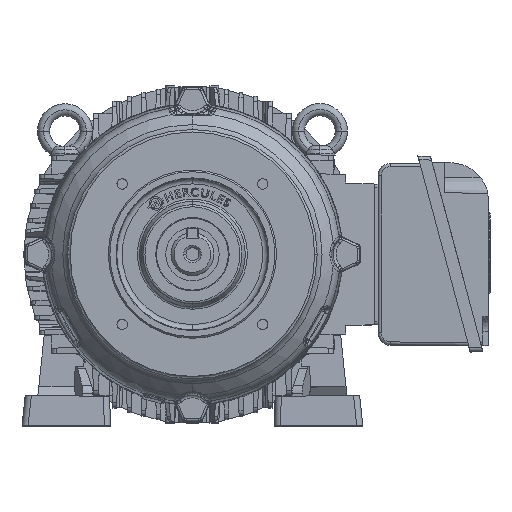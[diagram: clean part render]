
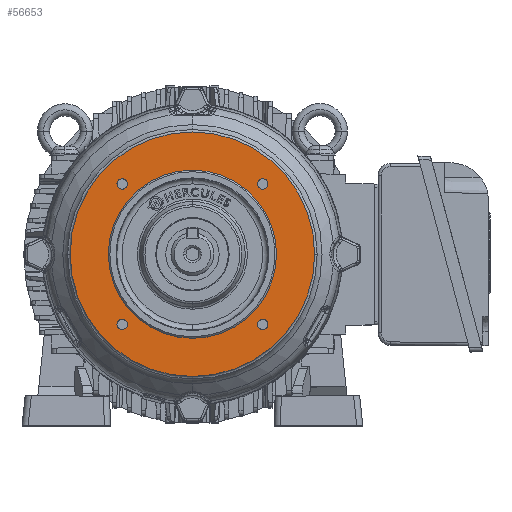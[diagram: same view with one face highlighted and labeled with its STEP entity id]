
A CAD part, top view. The second image highlights one B-rep face of the part: STEP entity #56653.
In plain terms, the highlighted planar face has unit normal (0, 0, 1).
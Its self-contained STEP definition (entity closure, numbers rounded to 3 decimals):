
#581 = AXIS2_PLACEMENT_3D ( 'NONE', #35662, #24845, #14720 ) ;
#765 = DIRECTION ( 'NONE',  ( 0., 0., 1. ) ) ;
#1339 = CARTESIAN_POINT ( 'NONE',  ( 45.962, -45.962, 76. ) ) ;
#1661 = CARTESIAN_POINT ( 'NONE',  ( -49.362, 45.962, 76. ) ) ;
#3566 = CARTESIAN_POINT ( 'NONE',  ( -49.362, -45.962, 76. ) ) ;
#3628 = CIRCLE ( 'NONE', #37135, 55. ) ;
#3862 = CARTESIAN_POINT ( 'NONE',  ( 42.562, 45.962, 76. ) ) ;
#3907 = DIRECTION ( 'NONE',  ( 0., 0., 1. ) ) ;
#5505 = EDGE_LOOP ( 'NONE', ( #43265, #45342 ) ) ;
#5609 = DIRECTION ( 'NONE',  ( 1., 0., 0. ) ) ;
#5995 = CARTESIAN_POINT ( 'NONE',  ( -45.962, -45.962, 76. ) ) ;
#8246 = FACE_BOUND ( 'NONE', #34048, .T. ) ;
#8338 = CARTESIAN_POINT ( 'NONE',  ( -42.562, -45.962, 76. ) ) ;
#8369 = DIRECTION ( 'NONE',  ( 1., 0., 0. ) ) ;
#9099 = AXIS2_PLACEMENT_3D ( 'NONE', #5995, #16506, #47948 ) ;
#9282 = CIRCLE ( 'NONE', #23813, 55. ) ;
#10202 = EDGE_CURVE ( 'NONE', #61732, #43458, #3628, .T. ) ;
#10936 = DIRECTION ( 'NONE',  ( 1., 0., 0. ) ) ;
#11225 = DIRECTION ( 'NONE',  ( 0., 0., 1. ) ) ;
#11938 = ORIENTED_EDGE ( 'NONE', *, *, #66822, .F. ) ;
#12933 = EDGE_CURVE ( 'NONE', #25825, #58898, #50590, .T. ) ;
#13309 = EDGE_CURVE ( 'NONE', #43458, #61732, #9282, .T. ) ;
#13983 = CARTESIAN_POINT ( 'NONE',  ( 42.562, -45.962, 76. ) ) ;
#14198 = CARTESIAN_POINT ( 'NONE',  ( -55., 0., 76. ) ) ;
#14241 = EDGE_CURVE ( 'NONE', #53316, #61808, #37930, .T. ) ;
#14437 = CARTESIAN_POINT ( 'NONE',  ( 0., 0., 76. ) ) ;
#14720 = DIRECTION ( 'NONE',  ( 1., 0., 0. ) ) ;
#15245 = DIRECTION ( 'NONE',  ( 1., 0., 0. ) ) ;
#15902 = CIRCLE ( 'NONE', #60529, 80. ) ;
#16291 = CARTESIAN_POINT ( 'NONE',  ( 55., 0., 76. ) ) ;
#16506 = DIRECTION ( 'NONE',  ( 0., 0., 1. ) ) ;
#17761 = ORIENTED_EDGE ( 'NONE', *, *, #22904, .F. ) ;
#18394 = FACE_BOUND ( 'NONE', #28166, .T. ) ;
#19826 = EDGE_LOOP ( 'NONE', ( #60727, #47288 ) ) ;
#20389 = AXIS2_PLACEMENT_3D ( 'NONE', #1339, #61086, #45035 ) ;
#20497 = VERTEX_POINT ( 'NONE', #37977 ) ;
#21064 = CARTESIAN_POINT ( 'NONE',  ( 45.962, 45.962, 76. ) ) ;
#21231 = DIRECTION ( 'NONE',  ( 1., 0., 0. ) ) ;
#21861 = EDGE_LOOP ( 'NONE', ( #64817, #29861 ) ) ;
#22904 = EDGE_CURVE ( 'NONE', #58898, #25825, #52759, .T. ) ;
#23531 = DIRECTION ( 'NONE',  ( 1., 0., 0. ) ) ;
#23813 = AXIS2_PLACEMENT_3D ( 'NONE', #33261, #765, #28342 ) ;
#24332 = PLANE ( 'NONE',  #26280 ) ;
#24845 = DIRECTION ( 'NONE',  ( 0., 0., 1. ) ) ;
#25032 = CIRCLE ( 'NONE', #32825, 3.4 ) ;
#25825 = VERTEX_POINT ( 'NONE', #66477 ) ;
#26280 = AXIS2_PLACEMENT_3D ( 'NONE', #40401, #44955, #61694 ) ;
#27114 = DIRECTION ( 'NONE',  ( 1., 0., 0. ) ) ;
#28166 = EDGE_LOOP ( 'NONE', ( #49069, #45914 ) ) ;
#28342 = DIRECTION ( 'NONE',  ( 1., 0., 0. ) ) ;
#29556 = FACE_OUTER_BOUND ( 'NONE', #21861, .T. ) ;
#29861 = ORIENTED_EDGE ( 'NONE', *, *, #64499, .T. ) ;
#30024 = CARTESIAN_POINT ( 'NONE',  ( -45.962, 45.962, 76. ) ) ;
#30160 = CARTESIAN_POINT ( 'NONE',  ( 80., 0., 76. ) ) ;
#30369 = DIRECTION ( 'NONE',  ( 0., 0., 1. ) ) ;
#32360 = CARTESIAN_POINT ( 'NONE',  ( 0., 0., 76. ) ) ;
#32825 = AXIS2_PLACEMENT_3D ( 'NONE', #30024, #30369, #8369 ) ;
#33261 = CARTESIAN_POINT ( 'NONE',  ( 0., 0., 76. ) ) ;
#34048 = EDGE_LOOP ( 'NONE', ( #46289, #11938 ) ) ;
#34727 = CIRCLE ( 'NONE', #9099, 3.4 ) ;
#35662 = CARTESIAN_POINT ( 'NONE',  ( -45.962, -45.962, 76. ) ) ;
#37135 = AXIS2_PLACEMENT_3D ( 'NONE', #51923, #57157, #15245 ) ;
#37508 = CARTESIAN_POINT ( 'NONE',  ( -42.562, 45.962, 76. ) ) ;
#37930 = CIRCLE ( 'NONE', #49094, 3.4 ) ;
#37977 = CARTESIAN_POINT ( 'NONE',  ( -80., 0., 76. ) ) ;
#38560 = CIRCLE ( 'NONE', #581, 3.4 ) ;
#39365 = FACE_BOUND ( 'NONE', #19826, .T. ) ;
#40401 = CARTESIAN_POINT ( 'NONE',  ( 0., 0., 76. ) ) ;
#40853 = EDGE_CURVE ( 'NONE', #69131, #44494, #38560, .T. ) ;
#42542 = CARTESIAN_POINT ( 'NONE',  ( 45.962, 45.962, 76. ) ) ;
#42590 = ORIENTED_EDGE ( 'NONE', *, *, #12933, .F. ) ;
#43265 = ORIENTED_EDGE ( 'NONE', *, *, #65527, .F. ) ;
#43458 = VERTEX_POINT ( 'NONE', #16291 ) ;
#43935 = DIRECTION ( 'NONE',  ( 0., 0., 1. ) ) ;
#44494 = VERTEX_POINT ( 'NONE', #8338 ) ;
#44513 = CARTESIAN_POINT ( 'NONE',  ( 45.962, -45.962, 76. ) ) ;
#44938 = VERTEX_POINT ( 'NONE', #30160 ) ;
#44955 = DIRECTION ( 'NONE',  ( 0., 0., -1. ) ) ;
#44975 = AXIS2_PLACEMENT_3D ( 'NONE', #58056, #11225, #5609 ) ;
#45035 = DIRECTION ( 'NONE',  ( 1., 0., 0. ) ) ;
#45342 = ORIENTED_EDGE ( 'NONE', *, *, #40853, .F. ) ;
#45914 = ORIENTED_EDGE ( 'NONE', *, *, #14241, .F. ) ;
#46289 = ORIENTED_EDGE ( 'NONE', *, *, #54760, .F. ) ;
#46321 = CARTESIAN_POINT ( 'NONE',  ( 49.362, 45.962, 76. ) ) ;
#47288 = ORIENTED_EDGE ( 'NONE', *, *, #10202, .F. ) ;
#47550 = EDGE_CURVE ( 'NONE', #61808, #53316, #49121, .T. ) ;
#47630 = DIRECTION ( 'NONE',  ( 0., 0., 1. ) ) ;
#47948 = DIRECTION ( 'NONE',  ( 1., 0., 0. ) ) ;
#49069 = ORIENTED_EDGE ( 'NONE', *, *, #47550, .F. ) ;
#49094 = AXIS2_PLACEMENT_3D ( 'NONE', #21064, #47630, #10936 ) ;
#49121 = CIRCLE ( 'NONE', #66971, 3.4 ) ;
#50590 = CIRCLE ( 'NONE', #57270, 3.4 ) ;
#50636 = VERTEX_POINT ( 'NONE', #1661 ) ;
#51923 = CARTESIAN_POINT ( 'NONE',  ( 0., 0., 76. ) ) ;
#51971 = CIRCLE ( 'NONE', #58653, 80. ) ;
#52759 = CIRCLE ( 'NONE', #20389, 3.4 ) ;
#53316 = VERTEX_POINT ( 'NONE', #3862 ) ;
#54255 = VERTEX_POINT ( 'NONE', #37508 ) ;
#54760 = EDGE_CURVE ( 'NONE', #54255, #50636, #25032, .T. ) ;
#54992 = DIRECTION ( 'NONE',  ( 0., 0., 1. ) ) ;
#56117 = FACE_BOUND ( 'NONE', #5505, .T. ) ;
#56440 = EDGE_CURVE ( 'NONE', #44938, #20497, #51971, .T. ) ;
#56653 = ADVANCED_FACE ( 'NONE', ( #39365, #66926, #56117, #8246, #18394, #29556 ), #24332, .F. ) ;
#57157 = DIRECTION ( 'NONE',  ( 0., 0., 1. ) ) ;
#57270 = AXIS2_PLACEMENT_3D ( 'NONE', #44513, #54992, #23531 ) ;
#58056 = CARTESIAN_POINT ( 'NONE',  ( -45.962, 45.962, 76. ) ) ;
#58653 = AXIS2_PLACEMENT_3D ( 'NONE', #32360, #65523, #27114 ) ;
#58898 = VERTEX_POINT ( 'NONE', #13983 ) ;
#59992 = EDGE_LOOP ( 'NONE', ( #42590, #17761 ) ) ;
#60529 = AXIS2_PLACEMENT_3D ( 'NONE', #14437, #3907, #67859 ) ;
#60727 = ORIENTED_EDGE ( 'NONE', *, *, #13309, .F. ) ;
#61086 = DIRECTION ( 'NONE',  ( 0., 0., 1. ) ) ;
#61694 = DIRECTION ( 'NONE',  ( -1., 0., 0. ) ) ;
#61732 = VERTEX_POINT ( 'NONE', #14198 ) ;
#61808 = VERTEX_POINT ( 'NONE', #46321 ) ;
#64499 = EDGE_CURVE ( 'NONE', #20497, #44938, #15902, .T. ) ;
#64817 = ORIENTED_EDGE ( 'NONE', *, *, #56440, .T. ) ;
#65523 = DIRECTION ( 'NONE',  ( 0., 0., 1. ) ) ;
#65527 = EDGE_CURVE ( 'NONE', #44494, #69131, #34727, .T. ) ;
#66477 = CARTESIAN_POINT ( 'NONE',  ( 49.362, -45.962, 76. ) ) ;
#66822 = EDGE_CURVE ( 'NONE', #50636, #54255, #67238, .T. ) ;
#66926 = FACE_BOUND ( 'NONE', #59992, .T. ) ;
#66971 = AXIS2_PLACEMENT_3D ( 'NONE', #42542, #43935, #21231 ) ;
#67238 = CIRCLE ( 'NONE', #44975, 3.4 ) ;
#67859 = DIRECTION ( 'NONE',  ( 1., 0., 0. ) ) ;
#69131 = VERTEX_POINT ( 'NONE', #3566 ) ;
